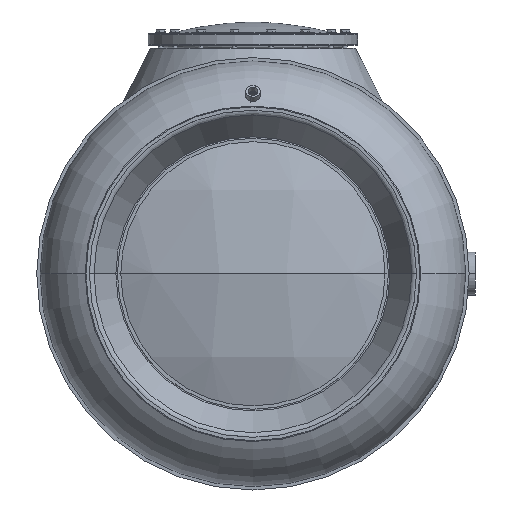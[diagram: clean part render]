
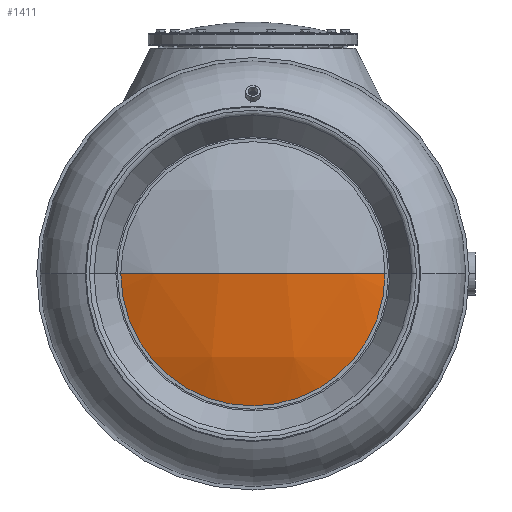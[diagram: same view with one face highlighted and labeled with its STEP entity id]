
A CAD part, front view. The second image highlights one B-rep face of the part: STEP entity #1411.
In plain terms, the highlighted spherical face has radius 1015 mm.
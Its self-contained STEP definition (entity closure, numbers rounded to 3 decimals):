
#1411 = ADVANCED_FACE ( 'NONE', ( #8685 ), #17760, .T. ) ;
#1638 = ORIENTED_EDGE ( 'NONE', *, *, #9487, .F. ) ;
#2214 = VERTEX_POINT ( 'NONE', #17533 ) ;
#3796 = DIRECTION ( 'NONE',  ( 0., 1., 0. ) ) ;
#4015 = AXIS2_PLACEMENT_3D ( 'NONE', #22221, #3796, #18495 ) ;
#4572 = AXIS2_PLACEMENT_3D ( 'NONE', #21911, #5544, #20229 ) ;
#5544 = DIRECTION ( 'NONE',  ( 0., 0., -1. ) ) ;
#5907 = DIRECTION ( 'NONE',  ( 0., 0., -1. ) ) ;
#5931 = CIRCLE ( 'NONE', #4015, 390.385 ) ;
#6651 = EDGE_CURVE ( 'NONE', #11192, #2214, #16589, .T. ) ;
#7203 = EDGE_LOOP ( 'NONE', ( #22355, #1638 ) ) ;
#8685 = FACE_OUTER_BOUND ( 'NONE', #7203, .T. ) ;
#9487 = EDGE_CURVE ( 'NONE', #11192, #2214, #5931, .T. ) ;
#10283 = CARTESIAN_POINT ( 'NONE',  ( 390.385, 78.077, 0. ) ) ;
#11192 = VERTEX_POINT ( 'NONE', #10283 ) ;
#15055 = CARTESIAN_POINT ( 'NONE',  ( 0., 1015., 0. ) ) ;
#16510 = DIRECTION ( 'NONE',  ( 0., -1., 0. ) ) ;
#16589 = CIRCLE ( 'NONE', #20803, 1015. ) ;
#17533 = CARTESIAN_POINT ( 'NONE',  ( -390.385, 78.077, 0. ) ) ;
#17760 = SPHERICAL_SURFACE ( 'NONE', #4572, 1015. ) ;
#18495 = DIRECTION ( 'NONE',  ( 1., 0., 0. ) ) ;
#20229 = DIRECTION ( 'NONE',  ( 1., 0., 0. ) ) ;
#20803 = AXIS2_PLACEMENT_3D ( 'NONE', #15055, #5907, #16510 ) ;
#21911 = CARTESIAN_POINT ( 'NONE',  ( 0., 1015., 0. ) ) ;
#22221 = CARTESIAN_POINT ( 'NONE',  ( 0., 78.077, 0. ) ) ;
#22355 = ORIENTED_EDGE ( 'NONE', *, *, #6651, .T. ) ;
